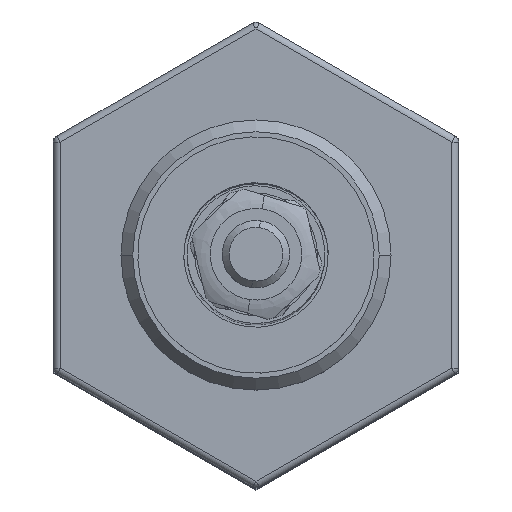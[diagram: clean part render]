
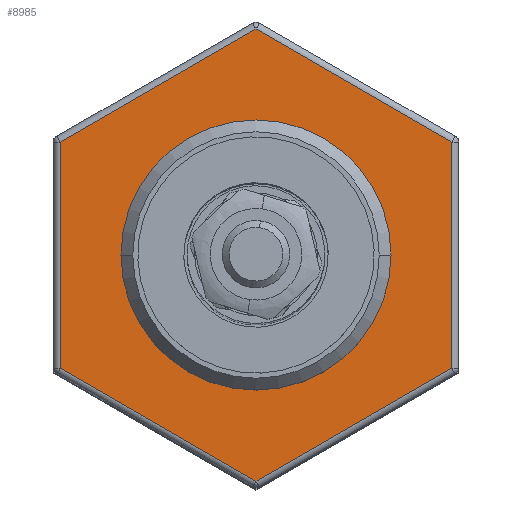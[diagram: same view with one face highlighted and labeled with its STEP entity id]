
A CAD part, top view. The second image highlights one B-rep face of the part: STEP entity #8985.
In plain terms, the highlighted planar face has unit normal (0, 0, 1).
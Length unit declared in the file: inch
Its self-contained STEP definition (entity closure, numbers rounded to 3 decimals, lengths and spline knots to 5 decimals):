
#85 = CARTESIAN_POINT ( 'NONE',  ( -0.725, 0.41858, 2.107 ) ) ;
#87 = CARTESIAN_POINT ( 'NONE',  ( 0., -0.83716, 2.107 ) ) ;
#92 = CARTESIAN_POINT ( 'NONE',  ( -0.725, -0.41858, 2.107 ) ) ;
#99 = CARTESIAN_POINT ( 'NONE',  ( 0., 0.83716, 2.107 ) ) ;
#106 = CARTESIAN_POINT ( 'NONE',  ( 0.725, -0.41858, 2.107 ) ) ;
#112 = CARTESIAN_POINT ( 'NONE',  ( 0.725, 0.41858, 2.107 ) ) ;
#1516 = CARTESIAN_POINT ( 'NONE',  ( -0.75, 1.29904, 2.107 ) ) ;
#1522 = PLANE ( 'NONE',  #10370 ) ;
#1524 = DIRECTION ( 'NONE',  ( 0., 0., 1. ) ) ;
#1525 = DIRECTION ( 'NONE',  ( 1., 0., 0. ) ) ;
#2527 = VERTEX_POINT ( 'NONE', #9122 ) ;
#2530 = VERTEX_POINT ( 'NONE', #9125 ) ;
#2690 = VERTEX_POINT ( 'NONE', #85 ) ;
#2692 = VERTEX_POINT ( 'NONE', #87 ) ;
#2697 = VERTEX_POINT ( 'NONE', #92 ) ;
#2704 = VERTEX_POINT ( 'NONE', #99 ) ;
#2711 = VERTEX_POINT ( 'NONE', #106 ) ;
#2717 = VERTEX_POINT ( 'NONE', #112 ) ;
#3426 = ORIENTED_EDGE ( 'NONE', *, *, #12984, .F. ) ;
#3427 = ORIENTED_EDGE ( 'NONE', *, *, #13821, .F. ) ;
#3428 = ORIENTED_EDGE ( 'NONE', *, *, #13865, .T. ) ;
#3429 = ORIENTED_EDGE ( 'NONE', *, *, #13852, .T. ) ;
#3430 = ORIENTED_EDGE ( 'NONE', *, *, #13861, .T. ) ;
#3431 = ORIENTED_EDGE ( 'NONE', *, *, #13888, .T. ) ;
#3432 = ORIENTED_EDGE ( 'NONE', *, *, #13808, .T. ) ;
#3433 = ORIENTED_EDGE ( 'NONE', *, *, #13892, .T. ) ;
#3847 = CIRCLE ( 'NONE', #11735, 0.47425 ) ;
#4255 = EDGE_LOOP ( 'NONE', ( #3428, #3429, #3430, #3431, #3432, #3433 ) ) ;
#4256 = EDGE_LOOP ( 'NONE', ( #3426, #3427 ) ) ;
#6349 = CARTESIAN_POINT ( 'NONE',  ( -0.7375, 0.41136, 2.107 ) ) ;
#6356 = DIRECTION ( 'NONE',  ( -0.866, -0.5, 0. ) ) ;
#6403 = DIRECTION ( 'NONE',  ( 0.866, 0.5, 0. ) ) ;
#6411 = CARTESIAN_POINT ( 'NONE',  ( 0.7375, -0.41136, 2.107 ) ) ;
#6422 = CARTESIAN_POINT ( 'NONE',  ( -0.0125, 0.84437, 2.107 ) ) ;
#6423 = DIRECTION ( 'NONE',  ( -0.866, 0.5, 0. ) ) ;
#6643 = CARTESIAN_POINT ( 'NONE',  ( 0.725, 0.43301, 2.107 ) ) ;
#6645 = DIRECTION ( 'NONE',  ( 0., 1., 0. ) ) ;
#6673 = CARTESIAN_POINT ( 'NONE',  ( 0., 0., 2.107 ) ) ;
#6674 = DIRECTION ( 'NONE',  ( 0., 0., 1. ) ) ;
#6675 = DIRECTION ( 'NONE',  ( 1., 0., 0. ) ) ;
#6752 = DIRECTION ( 'NONE',  ( 0., -1., 0. ) ) ;
#6757 = CARTESIAN_POINT ( 'NONE',  ( -0.725, -0.43301, 2.107 ) ) ;
#6779 = DIRECTION ( 'NONE',  ( 0.866, -0.5, 0. ) ) ;
#6781 = CARTESIAN_POINT ( 'NONE',  ( 0.0125, -0.84437, 2.107 ) ) ;
#7423 = LINE ( 'NONE', #6643, #7426 ) ;
#7426 = VECTOR ( 'NONE', #6645, 39.37008 ) ;
#7445 = CIRCLE ( 'NONE', #11874, 0.47425 ) ;
#7484 = LINE ( 'NONE', #6757, #7486 ) ;
#7486 = VECTOR ( 'NONE', #6752, 39.37008 ) ;
#7492 = LINE ( 'NONE', #6781, #7498 ) ;
#7498 = VECTOR ( 'NONE', #6779, 39.37008 ) ;
#7501 = LINE ( 'NONE', #6349, #7505 ) ;
#7505 = VECTOR ( 'NONE', #6356, 39.37008 ) ;
#7532 = LINE ( 'NONE', #6411, #7539 ) ;
#7539 = VECTOR ( 'NONE', #6403, 39.37008 ) ;
#7543 = LINE ( 'NONE', #6422, #7546 ) ;
#7546 = VECTOR ( 'NONE', #6423, 39.37008 ) ;
#8985 = ADVANCED_FACE ( 'NONE', ( #11400, #11395 ), #1522, .T. ) ;
#9122 = CARTESIAN_POINT ( 'NONE',  ( -0.47425, 0., 2.107 ) ) ;
#9125 = CARTESIAN_POINT ( 'NONE',  ( 0.47425, 0., 2.107 ) ) ;
#10370 = AXIS2_PLACEMENT_3D ( 'NONE', #1516, #1524, #1525 ) ;
#11395 = FACE_OUTER_BOUND ( 'NONE', #4255, .T. ) ;
#11400 = FACE_BOUND ( 'NONE', #4256, .T. ) ;
#11735 = AXIS2_PLACEMENT_3D ( 'NONE', #13192, #13193, #13194 ) ;
#11874 = AXIS2_PLACEMENT_3D ( 'NONE', #6673, #6674, #6675 ) ;
#12984 = EDGE_CURVE ( 'NONE', #2527, #2530, #3847, .T. ) ;
#13192 = CARTESIAN_POINT ( 'NONE',  ( 0., 0., 2.107 ) ) ;
#13193 = DIRECTION ( 'NONE',  ( 0., 0., 1. ) ) ;
#13194 = DIRECTION ( 'NONE',  ( 1., 0., 0. ) ) ;
#13808 = EDGE_CURVE ( 'NONE', #2711, #2717, #7423, .T. ) ;
#13821 = EDGE_CURVE ( 'NONE', #2530, #2527, #7445, .T. ) ;
#13852 = EDGE_CURVE ( 'NONE', #2690, #2697, #7484, .T. ) ;
#13861 = EDGE_CURVE ( 'NONE', #2697, #2692, #7492, .T. ) ;
#13865 = EDGE_CURVE ( 'NONE', #2704, #2690, #7501, .T. ) ;
#13888 = EDGE_CURVE ( 'NONE', #2692, #2711, #7532, .T. ) ;
#13892 = EDGE_CURVE ( 'NONE', #2717, #2704, #7543, .T. ) ;
